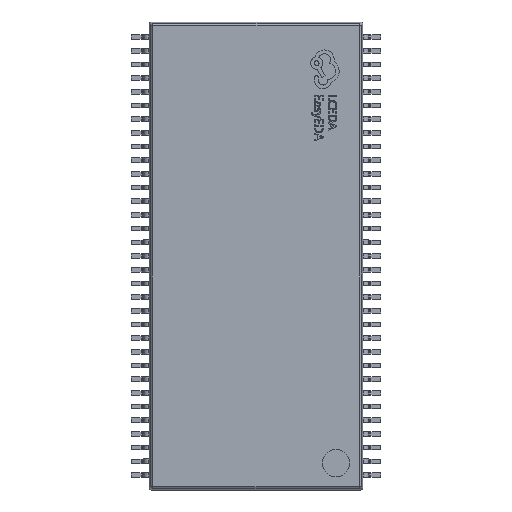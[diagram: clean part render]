
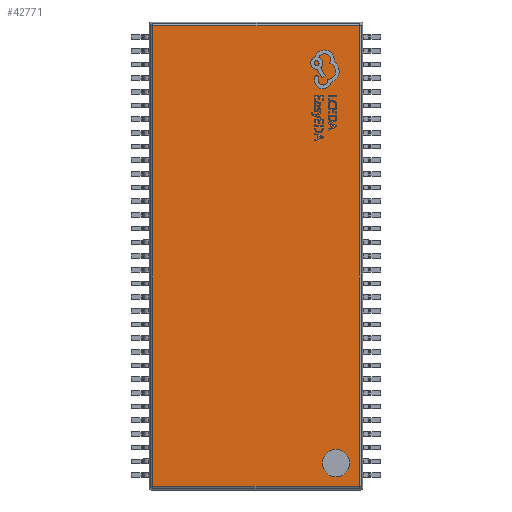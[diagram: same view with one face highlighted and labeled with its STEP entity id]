
A CAD part, top view. The second image highlights one B-rep face of the part: STEP entity #42771.
In plain terms, the highlighted planar face has unit normal (0, 0, 1).
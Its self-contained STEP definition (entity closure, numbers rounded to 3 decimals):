
#427 = ORIENTED_EDGE ( 'NONE', *, *, #54565, .T. ) ;
#525 = CARTESIAN_POINT ( 'NONE',  ( -4.897, 10.932, 1.093 ) ) ;
#598 = ORIENTED_EDGE ( 'NONE', *, *, #56089, .T. ) ;
#626 = ORIENTED_EDGE ( 'NONE', *, *, #53217, .F. ) ;
#2505 = DIRECTION ( 'NONE',  ( 1., 0., 0. ) ) ;
#7280 = EDGE_CURVE ( 'NONE', #53566, #31122, #24294, .T. ) ;
#9023 = LINE ( 'NONE', #36720, #37807 ) ;
#9780 = CARTESIAN_POINT ( 'NONE',  ( 0., 0., 1.093 ) ) ;
#9967 = DIRECTION ( 'NONE',  ( -1., 0., 0. ) ) ;
#10246 = LINE ( 'NONE', #51101, #30253 ) ;
#12491 = EDGE_LOOP ( 'NONE', ( #598, #427, #21423, #15285 ) ) ;
#13579 = DIRECTION ( 'NONE',  ( 0., -1., 0. ) ) ;
#15285 = ORIENTED_EDGE ( 'NONE', *, *, #29969, .T. ) ;
#17951 = CARTESIAN_POINT ( 'NONE',  ( 3.8, -9.836, 1.093 ) ) ;
#19091 = CARTESIAN_POINT ( 'NONE',  ( -4.897, 0., 1.093 ) ) ;
#21423 = ORIENTED_EDGE ( 'NONE', *, *, #7280, .T. ) ;
#21579 = VERTEX_POINT ( 'NONE', #525 ) ;
#22928 = FACE_BOUND ( 'NONE', #50322, .T. ) ;
#23015 = DIRECTION ( 'NONE',  ( 1., 0., 0. ) ) ;
#23702 = VECTOR ( 'NONE', #51734, 1000. ) ;
#24294 = LINE ( 'NONE', #38275, #23702 ) ;
#24588 = ORIENTED_EDGE ( 'NONE', *, *, #53234, .F. ) ;
#25586 = AXIS2_PLACEMENT_3D ( 'NONE', #43633, #39239, #34878 ) ;
#26707 = DIRECTION ( 'NONE',  ( 1., 0., 0. ) ) ;
#26994 = DIRECTION ( 'NONE',  ( 0., 0., 1. ) ) ;
#27810 = AXIS2_PLACEMENT_3D ( 'NONE', #9780, #42415, #2505 ) ;
#28421 = VERTEX_POINT ( 'NONE', #35146 ) ;
#29969 = EDGE_CURVE ( 'NONE', #31122, #21579, #10246, .T. ) ;
#30253 = VECTOR ( 'NONE', #9967, 1000. ) ;
#31122 = VERTEX_POINT ( 'NONE', #52119 ) ;
#32090 = CARTESIAN_POINT ( 'NONE',  ( 4.454, -9.836, 1.093 ) ) ;
#32234 = PLANE ( 'NONE',  #27810 ) ;
#33837 = CARTESIAN_POINT ( 'NONE',  ( 4.897, -10.932, 1.093 ) ) ;
#34878 = DIRECTION ( 'NONE',  ( 1., 0., 0. ) ) ;
#35146 = CARTESIAN_POINT ( 'NONE',  ( -4.897, -10.932, 1.093 ) ) ;
#35731 = LINE ( 'NONE', #19091, #49066 ) ;
#35818 = CIRCLE ( 'NONE', #51705, 0.654 ) ;
#36627 = FACE_OUTER_BOUND ( 'NONE', #12491, .T. ) ;
#36720 = CARTESIAN_POINT ( 'NONE',  ( 0., -10.932, 1.093 ) ) ;
#37807 = VECTOR ( 'NONE', #23015, 1000. ) ;
#38275 = CARTESIAN_POINT ( 'NONE',  ( 4.897, 0., 1.093 ) ) ;
#39239 = DIRECTION ( 'NONE',  ( 0., 0., 1. ) ) ;
#39290 = CARTESIAN_POINT ( 'NONE',  ( 3.146, -9.836, 1.093 ) ) ;
#41080 = VERTEX_POINT ( 'NONE', #32090 ) ;
#41410 = CIRCLE ( 'NONE', #25586, 0.654 ) ;
#42415 = DIRECTION ( 'NONE',  ( 0., 0., 1. ) ) ;
#42771 = ADVANCED_FACE ( 'NONE', ( #22928, #36627 ), #32234, .T. ) ;
#43633 = CARTESIAN_POINT ( 'NONE',  ( 3.8, -9.836, 1.093 ) ) ;
#49066 = VECTOR ( 'NONE', #13579, 1000. ) ;
#50322 = EDGE_LOOP ( 'NONE', ( #626, #24588 ) ) ;
#50888 = VERTEX_POINT ( 'NONE', #39290 ) ;
#51101 = CARTESIAN_POINT ( 'NONE',  ( 0., 10.932, 1.093 ) ) ;
#51705 = AXIS2_PLACEMENT_3D ( 'NONE', #17951, #26994, #26707 ) ;
#51734 = DIRECTION ( 'NONE',  ( 0., 1., 0. ) ) ;
#52119 = CARTESIAN_POINT ( 'NONE',  ( 4.897, 10.932, 1.093 ) ) ;
#53217 = EDGE_CURVE ( 'NONE', #41080, #50888, #41410, .T. ) ;
#53234 = EDGE_CURVE ( 'NONE', #50888, #41080, #35818, .T. ) ;
#53566 = VERTEX_POINT ( 'NONE', #33837 ) ;
#54565 = EDGE_CURVE ( 'NONE', #28421, #53566, #9023, .T. ) ;
#56089 = EDGE_CURVE ( 'NONE', #21579, #28421, #35731, .T. ) ;
